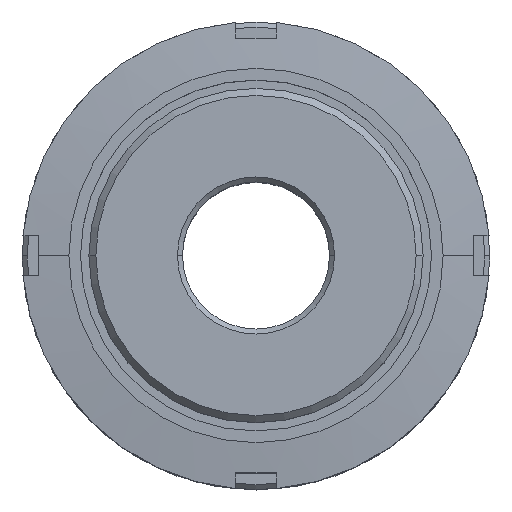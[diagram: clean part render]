
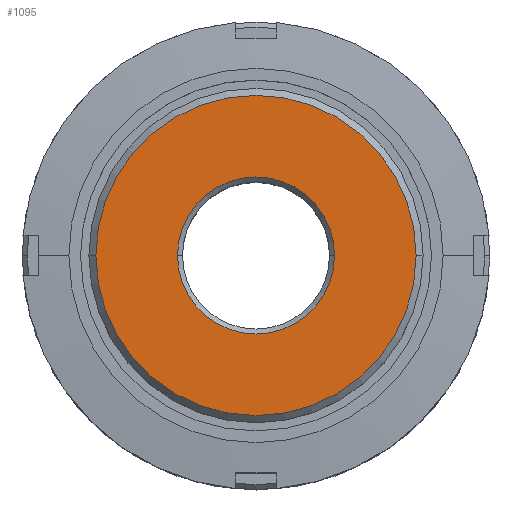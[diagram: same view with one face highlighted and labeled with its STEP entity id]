
A CAD part, top view. The second image highlights one B-rep face of the part: STEP entity #1095.
In plain terms, the highlighted planar face has unit normal (0, 0, 1).
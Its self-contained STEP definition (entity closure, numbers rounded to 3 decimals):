
#539=EDGE_CURVE('',#1325,#555,#1482,.T.);
#551=EDGE_CURVE('',#1383,#1259,#1495,.T.);
#555=VERTEX_POINT('',#1499);
#717=EDGE_CURVE('',#1259,#1383,#1682,.T.);
#1095=ADVANCED_FACE('',(#2102,#2103),#2104,.T.);
#1133=EDGE_CURVE('',#555,#1325,#2146,.T.);
#1259=VERTEX_POINT('',#2288);
#1325=VERTEX_POINT('',#2360);
#1383=VERTEX_POINT('',#2422);
#1482=CIRCLE('',#2544,11.75);
#1495=CIRCLE('',#2574,23.955);
#1499=CARTESIAN_POINT('',(-11.75,0.,50.0));
#1682=CIRCLE('',#2861,23.955);
#2102=FACE_OUTER_BOUND('',#3592,.T.);
#2103=FACE_BOUND('',#3593,.T.);
#2104=PLANE('',#3594);
#2146=CIRCLE('',#3666,11.75);
#2288=CARTESIAN_POINT('',(-23.955,0.,50.0));
#2360=CARTESIAN_POINT('',(11.75,0.,50.0));
#2422=CARTESIAN_POINT('',(23.955,0.,50.0));
#2544=AXIS2_PLACEMENT_3D('',#4172,#4173,#4174);
#2574=AXIS2_PLACEMENT_3D('',#4186,#4187,#4188);
#2861=AXIS2_PLACEMENT_3D('',#4411,#4412,#4413);
#3592=EDGE_LOOP('',(#4919,#4920));
#3593=EDGE_LOOP('',(#4921,#4922));
#3594=AXIS2_PLACEMENT_3D('',#4923,#4924,#4925);
#3666=AXIS2_PLACEMENT_3D('',#4971,#4972,#4973);
#4172=CARTESIAN_POINT('',(0.0,0.,50.0));
#4173=DIRECTION('',(0.0,0.,-1.0));
#4174=DIRECTION('',(1.0,0.0,0.0));
#4186=CARTESIAN_POINT('',(0.0,0.,50.0));
#4187=DIRECTION('',(0.0,0.,-1.0));
#4188=DIRECTION('',(1.0,0.0,0.0));
#4411=CARTESIAN_POINT('',(0.0,0.,50.0));
#4412=DIRECTION('',(0.0,0.,-1.0));
#4413=DIRECTION('',(1.0,0.0,0.0));
#4919=ORIENTED_EDGE('',*,*,#551,.F.);
#4920=ORIENTED_EDGE('',*,*,#717,.F.);
#4921=ORIENTED_EDGE('',*,*,#539,.T.);
#4922=ORIENTED_EDGE('',*,*,#1133,.T.);
#4923=CARTESIAN_POINT('',(17.853,0.,50.0));
#4924=DIRECTION('',(0.0,0.,1.0));
#4925=DIRECTION('',(-1.0,0.0,-0.0));
#4971=CARTESIAN_POINT('',(0.0,0.,50.0));
#4972=DIRECTION('',(0.0,0.,-1.0));
#4973=DIRECTION('',(1.0,0.0,0.0));
